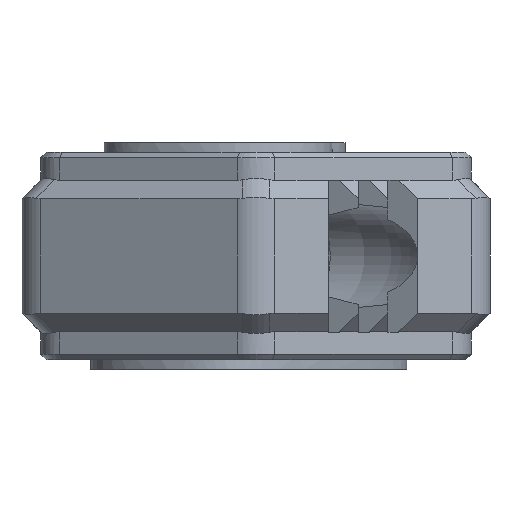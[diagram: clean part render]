
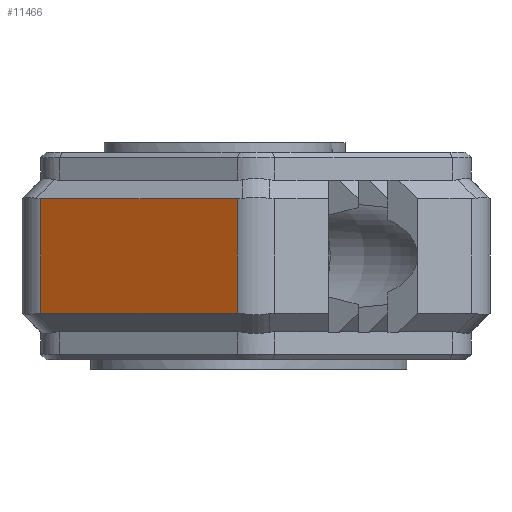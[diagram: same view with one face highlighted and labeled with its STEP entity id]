
A CAD part, left-side view. The second image highlights one B-rep face of the part: STEP entity #11466.
In plain terms, the highlighted planar face has unit normal (-0.866, 0.5, 0).
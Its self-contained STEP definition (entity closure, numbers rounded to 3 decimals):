
#987=PLANE('',#12107);
#1581=FACE_OUTER_BOUND('',#2239,.T.);
#2239=EDGE_LOOP('',(#10611,#10612,#10613,#10614));
#3513=LINE('',#21731,#4805);
#3519=LINE('',#21773,#4811);
#3520=LINE('',#21779,#4812);
#3521=LINE('',#21780,#4813);
#4805=VECTOR('',#14491,10.);
#4811=VECTOR('',#14547,10.);
#4812=VECTOR('',#14554,10.);
#4813=VECTOR('',#14555,10.);
#5906=VERTEX_POINT('',#21728);
#5907=VERTEX_POINT('',#21730);
#5918=VERTEX_POINT('',#21772);
#5920=VERTEX_POINT('',#21778);
#7492=EDGE_CURVE('',#5906,#5907,#3513,.T.);
#7513=EDGE_CURVE('',#5907,#5918,#3519,.T.);
#7516=EDGE_CURVE('',#5920,#5906,#3520,.T.);
#7517=EDGE_CURVE('',#5920,#5918,#3521,.T.);
#10611=ORIENTED_EDGE('',*,*,#7516,.F.);
#10612=ORIENTED_EDGE('',*,*,#7517,.T.);
#10613=ORIENTED_EDGE('',*,*,#7513,.F.);
#10614=ORIENTED_EDGE('',*,*,#7492,.F.);
#11466=ADVANCED_FACE('',(#1581),#987,.T.);
#12107=AXIS2_PLACEMENT_3D('',#21777,#14552,#14553);
#14491=DIRECTION('',(-0.5,-0.866,0.));
#14547=DIRECTION('',(0.,0.,-1.));
#14552=DIRECTION('center_axis',(-0.866,0.5,0.));
#14553=DIRECTION('ref_axis',(-0.5,-0.866,0.));
#14554=DIRECTION('',(0.,0.,1.));
#14555=DIRECTION('',(-0.5,-0.866,0.));
#21728=CARTESIAN_POINT('',(-15.588,78.,12.2));
#21730=CARTESIAN_POINT('',(-27.713,57.,12.2));
#21731=CARTESIAN_POINT('',(-14.434,80.,12.2));
#21772=CARTESIAN_POINT('',(-27.713,57.,0.));
#21773=CARTESIAN_POINT('',(-27.713,57.,0.));
#21777=CARTESIAN_POINT('Origin',(-14.434,80.,0.));
#21778=CARTESIAN_POINT('',(-15.588,78.,0.));
#21779=CARTESIAN_POINT('',(-15.588,78.,0.));
#21780=CARTESIAN_POINT('',(-14.434,80.,0.));
